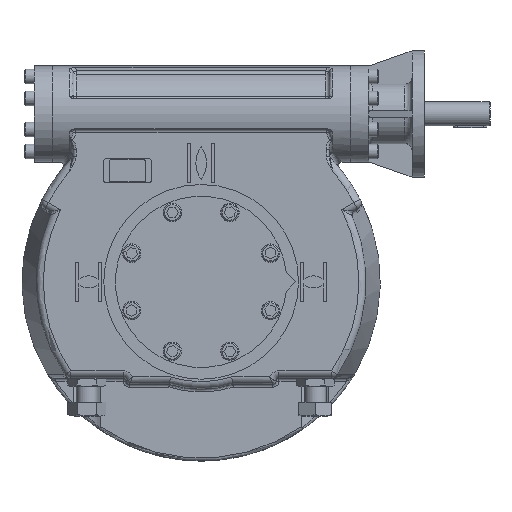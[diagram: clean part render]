
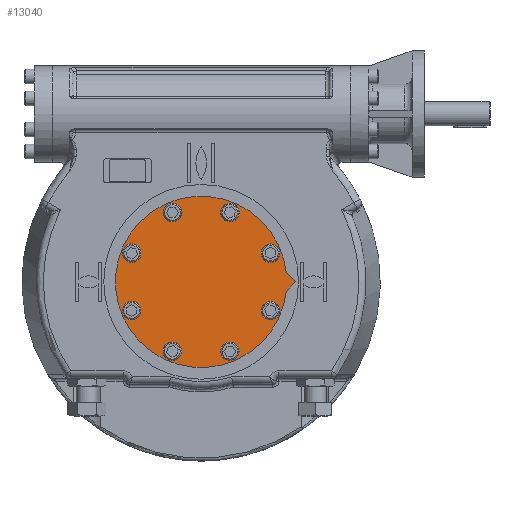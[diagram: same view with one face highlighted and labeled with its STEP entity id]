
A CAD part, top view. The second image highlights one B-rep face of the part: STEP entity #13040.
In plain terms, the highlighted planar face has unit normal (0, 0, 1).
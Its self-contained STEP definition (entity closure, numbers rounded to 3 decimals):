
#1608=LINE('',#34409,#2468);
#1611=LINE('',#34415,#2471);
#2468=VECTOR('',#18324,1000.);
#2471=VECTOR('',#18329,1000.);
#2914=PLANE('',#15109);
#6152=ORIENTED_EDGE('',*,*,#8151,.T.);
#6153=ORIENTED_EDGE('',*,*,#8152,.T.);
#6154=ORIENTED_EDGE('',*,*,#8153,.T.);
#6155=ORIENTED_EDGE('',*,*,#8154,.T.);
#6156=ORIENTED_EDGE('',*,*,#8155,.T.);
#6157=ORIENTED_EDGE('',*,*,#8156,.T.);
#6158=ORIENTED_EDGE('',*,*,#8157,.T.);
#6159=ORIENTED_EDGE('',*,*,#8158,.T.);
#6160=ORIENTED_EDGE('',*,*,#8136,.F.);
#6161=ORIENTED_EDGE('',*,*,#8142,.F.);
#6162=ORIENTED_EDGE('',*,*,#8139,.F.);
#8136=EDGE_CURVE('',#9510,#9511,#1608,.T.);
#8139=EDGE_CURVE('',#9511,#9513,#1611,.T.);
#8142=EDGE_CURVE('',#9513,#9510,#10071,.T.);
#8151=EDGE_CURVE('',#9522,#9522,#10080,.T.);
#8152=EDGE_CURVE('',#9523,#9523,#10081,.T.);
#8153=EDGE_CURVE('',#9524,#9524,#10082,.T.);
#8154=EDGE_CURVE('',#9525,#9525,#10083,.T.);
#8155=EDGE_CURVE('',#9526,#9526,#10084,.T.);
#8156=EDGE_CURVE('',#9527,#9527,#10085,.T.);
#8157=EDGE_CURVE('',#9528,#9528,#10086,.T.);
#8158=EDGE_CURVE('',#9529,#9529,#10087,.T.);
#9510=VERTEX_POINT('',#34408);
#9511=VERTEX_POINT('',#34410);
#9513=VERTEX_POINT('',#34416);
#9522=VERTEX_POINT('',#34440);
#9523=VERTEX_POINT('',#34442);
#9524=VERTEX_POINT('',#34444);
#9525=VERTEX_POINT('',#34446);
#9526=VERTEX_POINT('',#34448);
#9527=VERTEX_POINT('',#34450);
#9528=VERTEX_POINT('',#34452);
#9529=VERTEX_POINT('',#34454);
#10071=CIRCLE('',#15099,142.5);
#10080=CIRCLE('',#15110,10.5);
#10081=CIRCLE('',#15111,10.5);
#10082=CIRCLE('',#15112,10.5);
#10083=CIRCLE('',#15113,10.5);
#10084=CIRCLE('',#15114,10.5);
#10085=CIRCLE('',#15115,10.5);
#10086=CIRCLE('',#15116,10.5);
#10087=CIRCLE('',#15117,10.5);
#11088=EDGE_LOOP('',(#6152));
#11089=EDGE_LOOP('',(#6153));
#11090=EDGE_LOOP('',(#6154));
#11091=EDGE_LOOP('',(#6155));
#11092=EDGE_LOOP('',(#6156));
#11093=EDGE_LOOP('',(#6157));
#11094=EDGE_LOOP('',(#6158));
#11095=EDGE_LOOP('',(#6159));
#11096=EDGE_LOOP('',(#6160,#6161,#6162));
#12121=FACE_BOUND('',#11088,.T.);
#12122=FACE_BOUND('',#11089,.T.);
#12123=FACE_BOUND('',#11090,.T.);
#12124=FACE_BOUND('',#11091,.T.);
#12125=FACE_BOUND('',#11092,.T.);
#12126=FACE_BOUND('',#11093,.T.);
#12127=FACE_BOUND('',#11094,.T.);
#12128=FACE_BOUND('',#11095,.T.);
#12129=FACE_BOUND('',#11096,.T.);
#13040=ADVANCED_FACE('',(#12121,#12122,#12123,#12124,#12125,#12126,#12127,
#12128,#12129),#2914,.F.);
#15099=AXIS2_PLACEMENT_3D('',#34420,#18335,#18336);
#15109=AXIS2_PLACEMENT_3D('',#34438,#18355,#18356);
#15110=AXIS2_PLACEMENT_3D('',#34439,#18357,#18358);
#15111=AXIS2_PLACEMENT_3D('',#34441,#18359,#18360);
#15112=AXIS2_PLACEMENT_3D('',#34443,#18361,#18362);
#15113=AXIS2_PLACEMENT_3D('',#34445,#18363,#18364);
#15114=AXIS2_PLACEMENT_3D('',#34447,#18365,#18366);
#15115=AXIS2_PLACEMENT_3D('',#34449,#18367,#18368);
#15116=AXIS2_PLACEMENT_3D('',#34451,#18369,#18370);
#15117=AXIS2_PLACEMENT_3D('',#34453,#18371,#18372);
#18324=DIRECTION('',(0.707,-0.707,0.));
#18329=DIRECTION('',(-0.707,-0.707,0.));
#18335=DIRECTION('',(0.,0.,-1.));
#18336=DIRECTION('',(1.,0.,0.));
#18355=DIRECTION('',(0.,0.,-1.));
#18356=DIRECTION('',(1.,0.,0.));
#18357=DIRECTION('',(0.,0.,-1.));
#18358=DIRECTION('',(0.707,0.707,0.));
#18359=DIRECTION('',(0.,0.,-1.));
#18360=DIRECTION('',(0.,1.,0.));
#18361=DIRECTION('',(0.,0.,-1.));
#18362=DIRECTION('',(-0.707,0.707,0.));
#18363=DIRECTION('',(0.,0.,-1.));
#18364=DIRECTION('',(-1.,0.,0.));
#18365=DIRECTION('',(0.,0.,-1.));
#18366=DIRECTION('',(-0.707,-0.707,0.));
#18367=DIRECTION('',(0.,0.,-1.));
#18368=DIRECTION('',(0.,-1.,0.));
#18369=DIRECTION('',(0.,0.,-1.));
#18370=DIRECTION('',(0.707,-0.707,0.));
#18371=DIRECTION('',(0.,0.,-1.));
#18372=DIRECTION('',(1.,0.,0.));
#34408=CARTESIAN_POINT('',(141.673,15.327,78.));
#34409=CARTESIAN_POINT('',(157.,0.,78.));
#34410=CARTESIAN_POINT('',(157.,0.,78.));
#34415=CARTESIAN_POINT('',(157.,0.,78.));
#34416=CARTESIAN_POINT('',(141.673,-15.327,78.));
#34420=CARTESIAN_POINT('',(0.,0.,78.));
#34438=CARTESIAN_POINT('',(0.,0.,78.));
#34439=CARTESIAN_POINT('',(47.835,115.485,78.));
#34440=CARTESIAN_POINT('',(55.26,122.91,78.));
#34441=CARTESIAN_POINT('',(-47.835,115.485,78.));
#34442=CARTESIAN_POINT('',(-47.835,125.985,78.));
#34443=CARTESIAN_POINT('',(-115.485,47.835,78.));
#34444=CARTESIAN_POINT('',(-122.91,55.26,78.));
#34445=CARTESIAN_POINT('',(-115.485,-47.835,78.));
#34446=CARTESIAN_POINT('',(-125.985,-47.835,78.));
#34447=CARTESIAN_POINT('',(-47.835,-115.485,78.));
#34448=CARTESIAN_POINT('',(-55.26,-122.91,78.));
#34449=CARTESIAN_POINT('',(47.835,-115.485,78.));
#34450=CARTESIAN_POINT('',(47.835,-125.985,78.));
#34451=CARTESIAN_POINT('',(115.485,-47.835,78.));
#34452=CARTESIAN_POINT('',(122.91,-55.26,78.));
#34453=CARTESIAN_POINT('',(115.485,47.835,78.));
#34454=CARTESIAN_POINT('',(125.985,47.835,78.));
